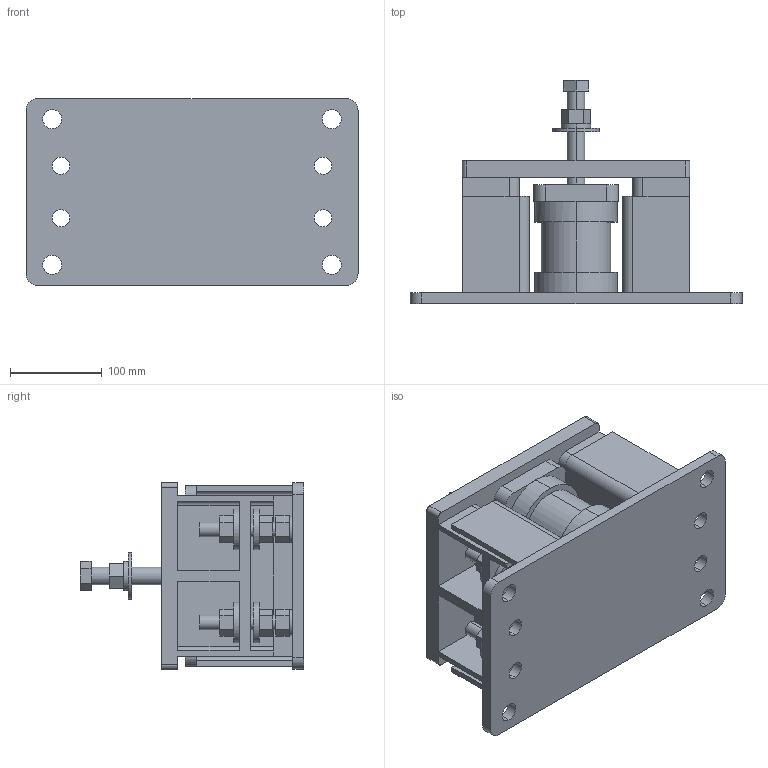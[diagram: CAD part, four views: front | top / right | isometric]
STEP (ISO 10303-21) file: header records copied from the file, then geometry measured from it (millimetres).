
FILE_DESCRIPTION (( 'STEP AP203' ), '1' );
FILE_NAME ('MWT-2-300 Rev A.STEP', '2024-08-07T19:22:13', ( '' ), ( '' ), 'SwSTEP 2.0', 'SolidWorks 2016', '' );
FILE_SCHEMA (( 'CONFIG_CONTROL_DESIGN' ));
Length unit declared in the file: inch
Products named in the file (1): MWT-2-300 Rev A
Bounding box: 361.95 x 243.71 x 203.2 mm (x, y, z)
Volume: 4477283.5 mm3; surface area: 712574.2 mm2
Topology: 1 solids, 1 shells, 377 faces, 926 edges, 596 vertices
Faces by surface type: plane 257, cylinder 120
Entity records: 11227 total; most frequent: DIRECTION 1990, CARTESIAN_POINT 1900, ORIENTED_EDGE 1852, EDGE_CURVE 926, AXIS2_PLACEMENT_3D 686, VECTOR 618, LINE 618, VERTEX_POINT 596
